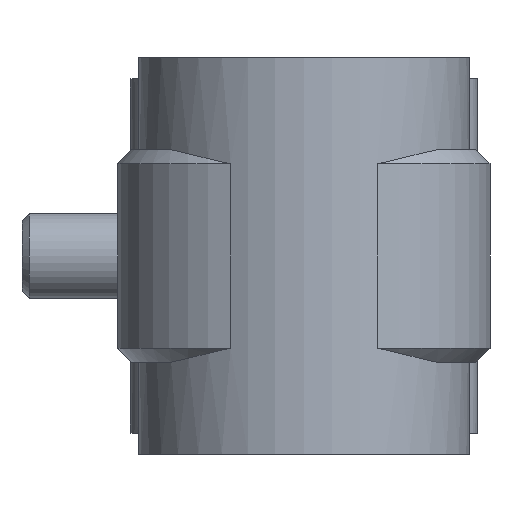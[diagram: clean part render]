
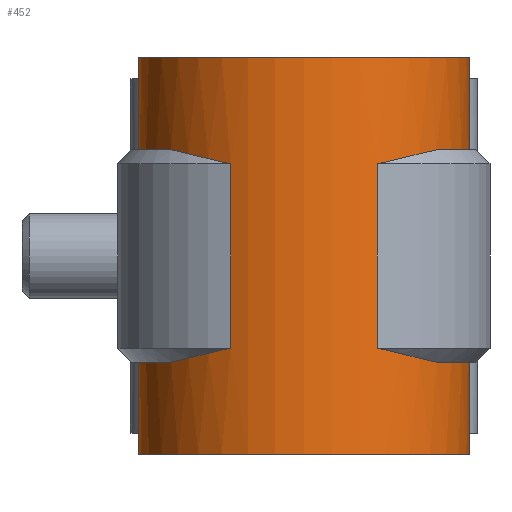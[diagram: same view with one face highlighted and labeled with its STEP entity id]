
A CAD part, front view. The second image highlights one B-rep face of the part: STEP entity #452.
In plain terms, the highlighted cylindrical face has radius 11.685 mm (diameter 23.37 mm), a partial arc.
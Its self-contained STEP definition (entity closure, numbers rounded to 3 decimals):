
#452 = ADVANCED_FACE( '', ( #878 ), #879, .T. );
#878 = FACE_OUTER_BOUND( '', #2159, .T. );
#879 = CYLINDRICAL_SURFACE( '', #2160, 11.685 );
#2159 = EDGE_LOOP( '', ( #4356, #4357, #4358, #4359, #4360, #4361, #4362, #4363, #4364, #4365, #4366, #4367, #4368, #4369, #4370, #4371 ) );
#2160 = AXIS2_PLACEMENT_3D( '', #4372, #4373, #4374 );
#4356 = ORIENTED_EDGE( '', *, *, #6669, .T. );
#4357 = ORIENTED_EDGE( '', *, *, #6833, .T. );
#4358 = ORIENTED_EDGE( '', *, *, #6825, .T. );
#4359 = ORIENTED_EDGE( '', *, *, #6834, .F. );
#4360 = ORIENTED_EDGE( '', *, *, #6835, .T. );
#4361 = ORIENTED_EDGE( '', *, *, #6836, .F. );
#4362 = ORIENTED_EDGE( '', *, *, #6663, .T. );
#4363 = ORIENTED_EDGE( '', *, *, #6837, .F. );
#4364 = ORIENTED_EDGE( '', *, *, #6679, .F. );
#4365 = ORIENTED_EDGE( '', *, *, #6838, .F. );
#4366 = ORIENTED_EDGE( '', *, *, #6839, .T. );
#4367 = ORIENTED_EDGE( '', *, *, #6840, .F. );
#4368 = ORIENTED_EDGE( '', *, *, #6841, .T. );
#4369 = ORIENTED_EDGE( '', *, *, #6842, .T. );
#4370 = ORIENTED_EDGE( '', *, *, #6673, .F. );
#4371 = ORIENTED_EDGE( '', *, *, #6830, .T. );
#4372 = CARTESIAN_POINT( '', ( 0., 0., -26.5 ) );
#4373 = DIRECTION( '', ( 0., 0., -1. ) );
#4374 = DIRECTION( '', ( 0., 1., 0. ) );
#6663 = EDGE_CURVE( '', #7684, #7682, #7685, .T. );
#6669 = EDGE_CURVE( '', #7677, #7694, #7696, .T. );
#6673 = EDGE_CURVE( '', #7702, #7704, #7705, .T. );
#6679 = EDGE_CURVE( '', #7714, #7698, #7716, .T. );
#6825 = EDGE_CURVE( '', #7967, #7965, #7968, .T. );
#6830 = EDGE_CURVE( '', #7702, #7677, #7974, .T. );
#6833 = EDGE_CURVE( '', #7694, #7967, #7977, .F. );
#6834 = EDGE_CURVE( '', #7978, #7965, #7979, .F. );
#6835 = EDGE_CURVE( '', #7978, #7980, #7981, .T. );
#6836 = EDGE_CURVE( '', #7684, #7980, #7982, .F. );
#6837 = EDGE_CURVE( '', #7698, #7682, #7983, .T. );
#6838 = EDGE_CURVE( '', #7984, #7714, #7985, .F. );
#6839 = EDGE_CURVE( '', #7984, #7986, #7987, .T. );
#6840 = EDGE_CURVE( '', #7988, #7986, #7989, .T. );
#6841 = EDGE_CURVE( '', #7988, #7990, #7991, .T. );
#6842 = EDGE_CURVE( '', #7990, #7704, #7992, .F. );
#7677 = VERTEX_POINT( '', #9911 );
#7682 = VERTEX_POINT( '', #9918 );
#7684 = VERTEX_POINT( '', #9921 );
#7685 = LINE( '', #9922, #9923 );
#7694 = VERTEX_POINT( '', #9940 );
#7696 = LINE( '', #9943, #9944 );
#7698 = VERTEX_POINT( '', #9946 );
#7702 = VERTEX_POINT( '', #9952 );
#7704 = VERTEX_POINT( '', #9955 );
#7705 = LINE( '', #9956, #9957 );
#7714 = VERTEX_POINT( '', #9974 );
#7716 = LINE( '', #9977, #9978 );
#7965 = VERTEX_POINT( '', #10899 );
#7967 = VERTEX_POINT( '', #10901 );
#7968 = B_SPLINE_CURVE_WITH_KNOTS( '', 3, ( #10902, #10903, #10904, #10905, #10906, #10907, #10908, #10909 ), .UNSPECIFIED., .F., .F., ( 4, 2, 2, 4 ), ( 0., 0.003, 0.004, 0.006 ), .UNSPECIFIED. );
#7974 = CIRCLE( '', #10916, 11.685 );
#7977 = CIRCLE( '', #10921, 11.685 );
#7978 = VERTEX_POINT( '', #10922 );
#7979 = LINE( '', #10923, #10924 );
#7980 = VERTEX_POINT( '', #10925 );
#7981 = B_SPLINE_CURVE_WITH_KNOTS( '', 3, ( #10926, #10927, #10928, #10929, #10930, #10931, #10932, #10933 ), .UNSPECIFIED., .F., .F., ( 4, 2, 2, 4 ), ( 0., 0.003, 0.004, 0.006 ), .UNSPECIFIED. );
#7982 = CIRCLE( '', #10934, 11.685 );
#7983 = CIRCLE( '', #10935, 11.685 );
#7984 = VERTEX_POINT( '', #10936 );
#7985 = CIRCLE( '', #10937, 11.685 );
#7986 = VERTEX_POINT( '', #10938 );
#7987 = B_SPLINE_CURVE_WITH_KNOTS( '', 3, ( #10939, #10940, #10941, #10942, #10943, #10944, #10945, #10946 ), .UNSPECIFIED., .F., .F., ( 4, 2, 2, 4 ), ( 0., 0.003, 0.004, 0.006 ), .UNSPECIFIED. );
#7988 = VERTEX_POINT( '', #10947 );
#7989 = LINE( '', #10948, #10949 );
#7990 = VERTEX_POINT( '', #10950 );
#7991 = B_SPLINE_CURVE_WITH_KNOTS( '', 3, ( #10951, #10952, #10953, #10954, #10955, #10956, #10957, #10958 ), .UNSPECIFIED., .F., .F., ( 4, 2, 2, 4 ), ( 0., 0.003, 0.004, 0.006 ), .UNSPECIFIED. );
#7992 = CIRCLE( '', #10959, 11.685 );
#9911 = CARTESIAN_POINT( '', ( 6.1, 9.966, -26.5 ) );
#9918 = CARTESIAN_POINT( '', ( 6.1, 9.966, 1.5 ) );
#9921 = CARTESIAN_POINT( '', ( 6.1, 9.966, -5. ) );
#9922 = CARTESIAN_POINT( '', ( 6.1, 9.966, -26.5 ) );
#9923 = VECTOR( '', #12674, 1000. );
#9940 = CARTESIAN_POINT( '', ( 6.1, 9.966, -20. ) );
#9943 = CARTESIAN_POINT( '', ( 6.1, 9.966, -26.5 ) );
#9944 = VECTOR( '', #12678, 1000. );
#9946 = CARTESIAN_POINT( '', ( -6.1, 9.966, 1.5 ) );
#9952 = CARTESIAN_POINT( '', ( -6.1, 9.966, -26.5 ) );
#9955 = CARTESIAN_POINT( '', ( -6.1, 9.966, -20. ) );
#9956 = CARTESIAN_POINT( '', ( -6.1, 9.966, -26.5 ) );
#9957 = VECTOR( '', #12682, 1000. );
#9974 = CARTESIAN_POINT( '', ( -6.1, 9.966, -5. ) );
#9977 = CARTESIAN_POINT( '', ( -6.1, 9.966, -26.5 ) );
#9978 = VECTOR( '', #12686, 1000. );
#10899 = CARTESIAN_POINT( '', ( 5.174, -10.477, -19. ) );
#10901 = CARTESIAN_POINT( '', ( 9.364, -6.99, -20. ) );
#10902 = CARTESIAN_POINT( '', ( 9.364, -6.99, -20. ) );
#10903 = CARTESIAN_POINT( '', ( 8.808, -7.735, -19.866 ) );
#10904 = CARTESIAN_POINT( '', ( 8.177, -8.397, -19.714 ) );
#10905 = CARTESIAN_POINT( '', ( 7.126, -9.272, -19.461 ) );
#10906 = CARTESIAN_POINT( '', ( 6.756, -9.545, -19.373 ) );
#10907 = CARTESIAN_POINT( '', ( 5.985, -10.047, -19.19 ) );
#10908 = CARTESIAN_POINT( '', ( 5.586, -10.274, -19.096 ) );
#10909 = CARTESIAN_POINT( '', ( 5.174, -10.477, -19. ) );
#10916 = AXIS2_PLACEMENT_3D( '', #12851, #12852, #12853 );
#10921 = AXIS2_PLACEMENT_3D( '', #12856, #12857, #12858 );
#10922 = CARTESIAN_POINT( '', ( 5.174, -10.477, -6. ) );
#10923 = CARTESIAN_POINT( '', ( 5.174, -10.477, -12.5 ) );
#10924 = VECTOR( '', #12859, 1000. );
#10925 = CARTESIAN_POINT( '', ( 9.364, -6.99, -5. ) );
#10926 = CARTESIAN_POINT( '', ( 5.174, -10.477, -6. ) );
#10927 = CARTESIAN_POINT( '', ( 5.998, -10.07, -5.807 ) );
#10928 = CARTESIAN_POINT( '', ( 6.76, -9.575, -5.626 ) );
#10929 = CARTESIAN_POINT( '', ( 7.813, -8.701, -5.374 ) );
#10930 = CARTESIAN_POINT( '', ( 8.149, -8.387, -5.293 ) );
#10931 = CARTESIAN_POINT( '', ( 8.787, -7.716, -5.139 ) );
#10932 = CARTESIAN_POINT( '', ( 9.086, -7.362, -5.067 ) );
#10933 = CARTESIAN_POINT( '', ( 9.364, -6.99, -5. ) );
#10934 = AXIS2_PLACEMENT_3D( '', #12860, #12861, #12862 );
#10935 = AXIS2_PLACEMENT_3D( '', #12863, #12864, #12865 );
#10936 = CARTESIAN_POINT( '', ( -9.364, -6.99, -5. ) );
#10937 = AXIS2_PLACEMENT_3D( '', #12866, #12867, #12868 );
#10938 = CARTESIAN_POINT( '', ( -5.174, -10.477, -6. ) );
#10939 = CARTESIAN_POINT( '', ( -9.364, -6.99, -5. ) );
#10940 = CARTESIAN_POINT( '', ( -8.808, -7.735, -5.134 ) );
#10941 = CARTESIAN_POINT( '', ( -8.177, -8.397, -5.286 ) );
#10942 = CARTESIAN_POINT( '', ( -7.126, -9.272, -5.539 ) );
#10943 = CARTESIAN_POINT( '', ( -6.756, -9.545, -5.627 ) );
#10944 = CARTESIAN_POINT( '', ( -5.985, -10.047, -5.81 ) );
#10945 = CARTESIAN_POINT( '', ( -5.586, -10.274, -5.904 ) );
#10946 = CARTESIAN_POINT( '', ( -5.174, -10.477, -6. ) );
#10947 = CARTESIAN_POINT( '', ( -5.174, -10.477, -19. ) );
#10948 = CARTESIAN_POINT( '', ( -5.174, -10.477, -12.5 ) );
#10949 = VECTOR( '', #12869, 1000. );
#10950 = CARTESIAN_POINT( '', ( -9.364, -6.99, -20. ) );
#10951 = CARTESIAN_POINT( '', ( -5.174, -10.477, -19. ) );
#10952 = CARTESIAN_POINT( '', ( -5.998, -10.07, -19.193 ) );
#10953 = CARTESIAN_POINT( '', ( -6.76, -9.575, -19.374 ) );
#10954 = CARTESIAN_POINT( '', ( -7.813, -8.701, -19.626 ) );
#10955 = CARTESIAN_POINT( '', ( -8.149, -8.387, -19.707 ) );
#10956 = CARTESIAN_POINT( '', ( -8.787, -7.716, -19.861 ) );
#10957 = CARTESIAN_POINT( '', ( -9.086, -7.362, -19.933 ) );
#10958 = CARTESIAN_POINT( '', ( -9.364, -6.99, -20. ) );
#10959 = AXIS2_PLACEMENT_3D( '', #12870, #12871, #12872 );
#12674 = DIRECTION( '', ( 0., 0., 1. ) );
#12678 = DIRECTION( '', ( 0., 0., 1. ) );
#12682 = DIRECTION( '', ( 0., 0., 1. ) );
#12686 = DIRECTION( '', ( 0., 0., 1. ) );
#12851 = CARTESIAN_POINT( '', ( 0., 0., -26.5 ) );
#12852 = DIRECTION( '', ( 0., 0., 1. ) );
#12853 = DIRECTION( '', ( 1., 0., 0. ) );
#12856 = CARTESIAN_POINT( '', ( 0., 0., -20. ) );
#12857 = DIRECTION( '', ( 0., 0., 1. ) );
#12858 = DIRECTION( '', ( 1., 0., 0. ) );
#12859 = DIRECTION( '', ( 0., 0., 1. ) );
#12860 = CARTESIAN_POINT( '', ( 0., 0., -5. ) );
#12861 = DIRECTION( '', ( 0., 0., 1. ) );
#12862 = DIRECTION( '', ( 1., 0., 0. ) );
#12863 = CARTESIAN_POINT( '', ( 0., 0., 1.5 ) );
#12864 = DIRECTION( '', ( 0., 0., 1. ) );
#12865 = DIRECTION( '', ( 1., 0., 0. ) );
#12866 = CARTESIAN_POINT( '', ( 0., 0., -5. ) );
#12867 = DIRECTION( '', ( 0., 0., 1. ) );
#12868 = DIRECTION( '', ( 1., 0., 0. ) );
#12869 = DIRECTION( '', ( 0., 0., 1. ) );
#12870 = CARTESIAN_POINT( '', ( 0., 0., -20. ) );
#12871 = DIRECTION( '', ( 0., 0., 1. ) );
#12872 = DIRECTION( '', ( 1., 0., 0. ) );
